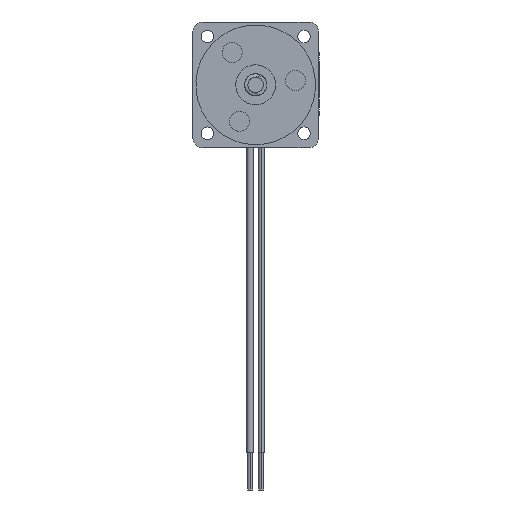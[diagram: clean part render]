
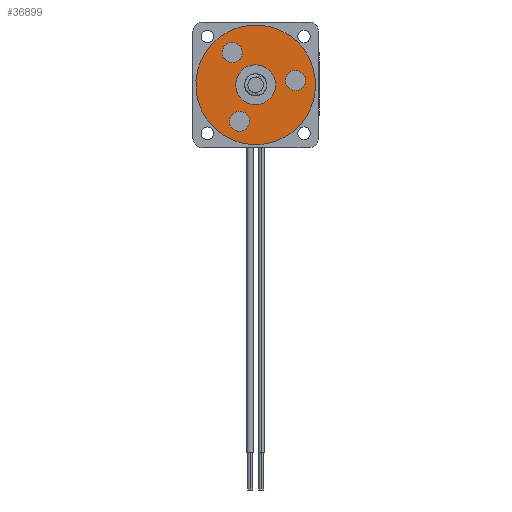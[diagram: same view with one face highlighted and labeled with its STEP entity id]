
A CAD part, front view. The second image highlights one B-rep face of the part: STEP entity #36899.
In plain terms, the highlighted face is planar.
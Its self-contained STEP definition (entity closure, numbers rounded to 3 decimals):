
#702 = CARTESIAN_POINT ( 'NONE',  ( 0., 6.35, 2.54 ) ) ;
#1172 = CARTESIAN_POINT ( 'NONE',  ( -7.099, -3.175, 2.54 ) ) ;
#1816 = CIRCLE ( 'NONE', #94897, 9.525 ) ;
#4015 = FACE_OUTER_BOUND ( 'NONE', #79667, .T. ) ;
#4333 = ORIENTED_EDGE ( 'NONE', *, *, #16743, .F. ) ;
#4405 = CARTESIAN_POINT ( 'NONE',  ( -3.899, -3.175, 2.54 ) ) ;
#8702 = VERTEX_POINT ( 'NONE', #43744 ) ;
#9262 = DIRECTION ( 'NONE',  ( 0., 0., 1. ) ) ;
#9295 = DIRECTION ( 'NONE',  ( 1., 0., 0. ) ) ;
#12787 = ORIENTED_EDGE ( 'NONE', *, *, #29504, .F. ) ;
#13763 = AXIS2_PLACEMENT_3D ( 'NONE', #73340, #89369, #108214 ) ;
#15392 = ORIENTED_EDGE ( 'NONE', *, *, #86190, .F. ) ;
#16743 = EDGE_CURVE ( 'NONE', #78769, #73203, #101907, .T. ) ;
#18813 = AXIS2_PLACEMENT_3D ( 'NONE', #702, #103629, #53850 ) ;
#20895 = AXIS2_PLACEMENT_3D ( 'NONE', #43054, #61883, #9295 ) ;
#21206 = ORIENTED_EDGE ( 'NONE', *, *, #48798, .F. ) ;
#28051 = VERTEX_POINT ( 'NONE', #1172 ) ;
#28067 = VERTEX_POINT ( 'NONE', #80067 ) ;
#29504 = EDGE_CURVE ( 'NONE', #73203, #78769, #107311, .T. ) ;
#30290 = VERTEX_POINT ( 'NONE', #87595 ) ;
#30327 = DIRECTION ( 'NONE',  ( 0., 0., 1. ) ) ;
#31566 = EDGE_LOOP ( 'NONE', ( #4333, #12787 ) ) ;
#33296 = CARTESIAN_POINT ( 'NONE',  ( 5.499, -3.175, 2.54 ) ) ;
#34278 = DIRECTION ( 'NONE',  ( 0., 0., 1. ) ) ;
#34983 = EDGE_CURVE ( 'NONE', #28067, #30290, #1816, .T. ) ;
#35215 = CIRCLE ( 'NONE', #18813, 1.6 ) ;
#36677 = VERTEX_POINT ( 'NONE', #93277 ) ;
#36846 = ORIENTED_EDGE ( 'NONE', *, *, #34983, .T. ) ;
#36899 = ADVANCED_FACE ( 'NONE', ( #109192, #92041, #49707, #66295, #4015 ), #91478, .T. ) ;
#37006 = ORIENTED_EDGE ( 'NONE', *, *, #106475, .F. ) ;
#37282 = EDGE_LOOP ( 'NONE', ( #71467, #76513 ) ) ;
#39958 = EDGE_CURVE ( 'NONE', #47044, #28051, #57358, .T. ) ;
#40573 = DIRECTION ( 'NONE',  ( 0., 0., 1. ) ) ;
#43054 = CARTESIAN_POINT ( 'NONE',  ( -5.499, -3.175, 2.54 ) ) ;
#43744 = CARTESIAN_POINT ( 'NONE',  ( -3.175, 0., 2.54 ) ) ;
#47044 = VERTEX_POINT ( 'NONE', #4405 ) ;
#48065 = DIRECTION ( 'NONE',  ( 1., 0., 0. ) ) ;
#48798 = EDGE_CURVE ( 'NONE', #55030, #36677, #61100, .T. ) ;
#49569 = AXIS2_PLACEMENT_3D ( 'NONE', #75447, #40573, #56027 ) ;
#49707 = FACE_BOUND ( 'NONE', #37282, .T. ) ;
#53385 = ORIENTED_EDGE ( 'NONE', *, *, #95464, .T. ) ;
#53850 = DIRECTION ( 'NONE',  ( 1., 0., 0. ) ) ;
#53907 = CIRCLE ( 'NONE', #13763, 9.525 ) ;
#55030 = VERTEX_POINT ( 'NONE', #96032 ) ;
#56027 = DIRECTION ( 'NONE',  ( 1., 0., 0. ) ) ;
#56573 = EDGE_CURVE ( 'NONE', #8702, #77193, #112972, .T. ) ;
#57358 = CIRCLE ( 'NONE', #20895, 1.6 ) ;
#58469 = CIRCLE ( 'NONE', #105989, 3.175 ) ;
#61100 = CIRCLE ( 'NONE', #108541, 1.6 ) ;
#61883 = DIRECTION ( 'NONE',  ( 0., 0., 1. ) ) ;
#65549 = AXIS2_PLACEMENT_3D ( 'NONE', #90428, #81861, #98427 ) ;
#66074 = DIRECTION ( 'NONE',  ( 1., 0., 0. ) ) ;
#66295 = FACE_BOUND ( 'NONE', #68123, .T. ) ;
#68123 = EDGE_LOOP ( 'NONE', ( #76934, #15392 ) ) ;
#70122 = CARTESIAN_POINT ( 'NONE',  ( 7.099, -3.175, 2.54 ) ) ;
#71467 = ORIENTED_EDGE ( 'NONE', *, *, #39958, .F. ) ;
#73203 = VERTEX_POINT ( 'NONE', #96819 ) ;
#73340 = CARTESIAN_POINT ( 'NONE',  ( 0., 0., 2.54 ) ) ;
#74546 = EDGE_CURVE ( 'NONE', #28051, #47044, #91887, .T. ) ;
#75447 = CARTESIAN_POINT ( 'NONE',  ( 0., 0., 2.54 ) ) ;
#76199 = DIRECTION ( 'NONE',  ( 0., 0., 1. ) ) ;
#76513 = ORIENTED_EDGE ( 'NONE', *, *, #74546, .F. ) ;
#76934 = ORIENTED_EDGE ( 'NONE', *, *, #56573, .F. ) ;
#77193 = VERTEX_POINT ( 'NONE', #98108 ) ;
#78769 = VERTEX_POINT ( 'NONE', #70122 ) ;
#79667 = EDGE_LOOP ( 'NONE', ( #36846, #53385 ) ) ;
#80067 = CARTESIAN_POINT ( 'NONE',  ( -9.525, 0., 2.54 ) ) ;
#81805 = EDGE_LOOP ( 'NONE', ( #37006, #21206 ) ) ;
#81861 = DIRECTION ( 'NONE',  ( 0., 0., 1. ) ) ;
#84051 = CARTESIAN_POINT ( 'NONE',  ( 5.499, -3.175, 2.54 ) ) ;
#84751 = DIRECTION ( 'NONE',  ( 1., 0., 0. ) ) ;
#85738 = CARTESIAN_POINT ( 'NONE',  ( 0., 6.35, 2.54 ) ) ;
#86190 = EDGE_CURVE ( 'NONE', #77193, #8702, #58469, .T. ) ;
#87595 = CARTESIAN_POINT ( 'NONE',  ( 9.525, 0., 2.54 ) ) ;
#89369 = DIRECTION ( 'NONE',  ( 0., 0., 1. ) ) ;
#90428 = CARTESIAN_POINT ( 'NONE',  ( 0., 0., 2.54 ) ) ;
#91478 = PLANE ( 'NONE',  #49569 ) ;
#91887 = CIRCLE ( 'NONE', #101006, 1.6 ) ;
#92041 = FACE_BOUND ( 'NONE', #31566, .T. ) ;
#92216 = CARTESIAN_POINT ( 'NONE',  ( 0., 0., 2.54 ) ) ;
#93277 = CARTESIAN_POINT ( 'NONE',  ( 1.6, 6.35, 2.54 ) ) ;
#93482 = DIRECTION ( 'NONE',  ( 0., 0., 1. ) ) ;
#93912 = DIRECTION ( 'NONE',  ( 1., 0., 0. ) ) ;
#94897 = AXIS2_PLACEMENT_3D ( 'NONE', #92216, #76199, #84751 ) ;
#95464 = EDGE_CURVE ( 'NONE', #30290, #28067, #53907, .T. ) ;
#96032 = CARTESIAN_POINT ( 'NONE',  ( -1.6, 6.35, 2.54 ) ) ;
#96288 = DIRECTION ( 'NONE',  ( 0., 0., 1. ) ) ;
#96819 = CARTESIAN_POINT ( 'NONE',  ( 3.899, -3.175, 2.54 ) ) ;
#98108 = CARTESIAN_POINT ( 'NONE',  ( 3.175, 0., 2.54 ) ) ;
#98427 = DIRECTION ( 'NONE',  ( 1., 0., 0. ) ) ;
#101006 = AXIS2_PLACEMENT_3D ( 'NONE', #102056, #93482, #66074 ) ;
#101907 = CIRCLE ( 'NONE', #109174, 1.6 ) ;
#102056 = CARTESIAN_POINT ( 'NONE',  ( -5.499, -3.175, 2.54 ) ) ;
#103629 = DIRECTION ( 'NONE',  ( 0., 0., 1. ) ) ;
#104027 = DIRECTION ( 'NONE',  ( 1., 0., 0. ) ) ;
#105980 = CARTESIAN_POINT ( 'NONE',  ( 0., 0., 2.54 ) ) ;
#105989 = AXIS2_PLACEMENT_3D ( 'NONE', #105980, #96288, #112892 ) ;
#106475 = EDGE_CURVE ( 'NONE', #36677, #55030, #35215, .T. ) ;
#107311 = CIRCLE ( 'NONE', #110974, 1.6 ) ;
#108214 = DIRECTION ( 'NONE',  ( 1., 0., 0. ) ) ;
#108541 = AXIS2_PLACEMENT_3D ( 'NONE', #85738, #34278, #104027 ) ;
#109174 = AXIS2_PLACEMENT_3D ( 'NONE', #84051, #30327, #48065 ) ;
#109192 = FACE_BOUND ( 'NONE', #81805, .T. ) ;
#110974 = AXIS2_PLACEMENT_3D ( 'NONE', #33296, #9262, #93912 ) ;
#112892 = DIRECTION ( 'NONE',  ( 1., 0., 0. ) ) ;
#112972 = CIRCLE ( 'NONE', #65549, 3.175 ) ;
